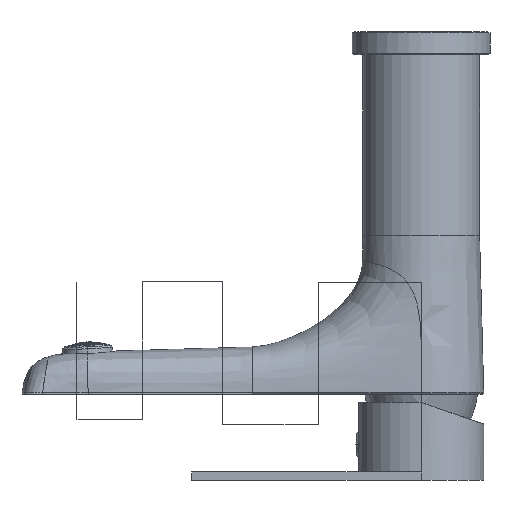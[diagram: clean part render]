
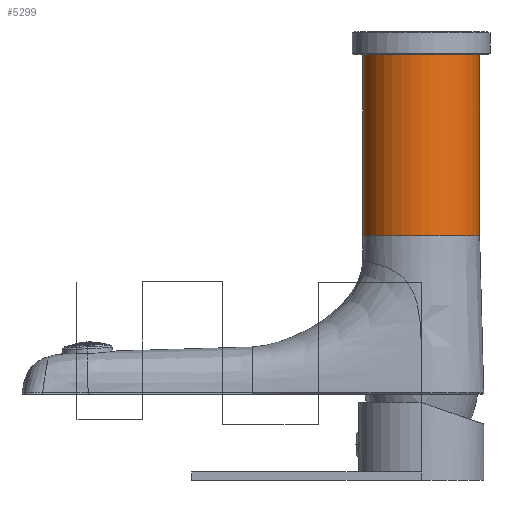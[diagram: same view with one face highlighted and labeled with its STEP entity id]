
A CAD part, left-side view. The second image highlights one B-rep face of the part: STEP entity #5299.
In plain terms, the highlighted cylindrical face has radius 21 mm (diameter 42 mm), a partial arc.
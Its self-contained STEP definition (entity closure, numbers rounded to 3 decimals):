
#662=CARTESIAN_POINT('',(0.,21.,-65.));
#664=CARTESIAN_POINT('',(0.,0.,-65.));
#665=DIRECTION('',(0.,0.,1.));
#666=DIRECTION('',(0.,1.,0.));
#667=AXIS2_PLACEMENT_3D('',#664,#665,#666);
#1166=DIRECTION('',(0.,0.,1.));
#1167=VECTOR('',#1166,65.);
#1168=CARTESIAN_POINT('',(0.,21.,-65.));
#1169=LINE('',#1168,#1167);
#1170=DIRECTION('',(0.,0.,1.));
#1171=VECTOR('',#1170,65.);
#1172=CARTESIAN_POINT('',(0.,-21.,-65.));
#1173=LINE('',#1172,#1171);
#1184=CARTESIAN_POINT('',(0.,0.,0.));
#1185=DIRECTION('',(0.,0.,1.));
#1186=DIRECTION('',(0.,1.,0.));
#1187=AXIS2_PLACEMENT_3D('',#1184,#1185,#1186);
#1662=VERTEX_POINT('',#662);
#1663=CARTESIAN_POINT('',(0.,21.,0.));
#1664=VERTEX_POINT('',#1663);
#1665=CARTESIAN_POINT('',(0.,-21.,-65.));
#1666=CARTESIAN_POINT('',(0.,-21.,0.));
#1667=VERTEX_POINT('',#1665);
#1668=VERTEX_POINT('',#1666);
#5287=CARTESIAN_POINT('',(0.,0.,6.1));
#5288=DIRECTION('',(0.,0.,1.));
#5289=DIRECTION('',(0.,-1.,0.));
#5290=AXIS2_PLACEMENT_3D('',#5287,#5288,#5289);
#5291=CYLINDRICAL_SURFACE('',#5290,21.);
#5292=ORIENTED_EDGE('',*,*,#5277,.T.);
#5294=ORIENTED_EDGE('',*,*,#5293,.T.);
#5295=ORIENTED_EDGE('',*,*,#5280,.F.);
#5296=ORIENTED_EDGE('',*,*,#2935,.F.);
#5297=EDGE_LOOP('',(#5292,#5294,#5295,#5296));
#5298=FACE_OUTER_BOUND('',#5297,.F.);
#5299=ADVANCED_FACE('',(#5298),#5291,.T.);
#668=CIRCLE('',#667,21.);
#1188=CIRCLE('',#1187,21.);
#2935=EDGE_CURVE('',#1662,#1667,#668,.T.);
#5277=EDGE_CURVE('',#1662,#1664,#1169,.T.);
#5280=EDGE_CURVE('',#1667,#1668,#1173,.T.);
#5293=EDGE_CURVE('',#1664,#1668,#1188,.T.);
